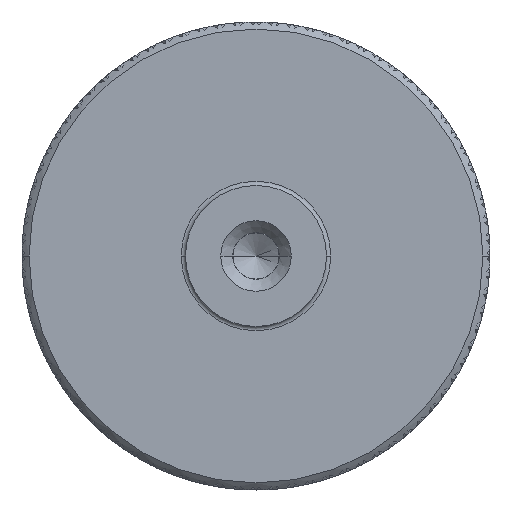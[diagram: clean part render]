
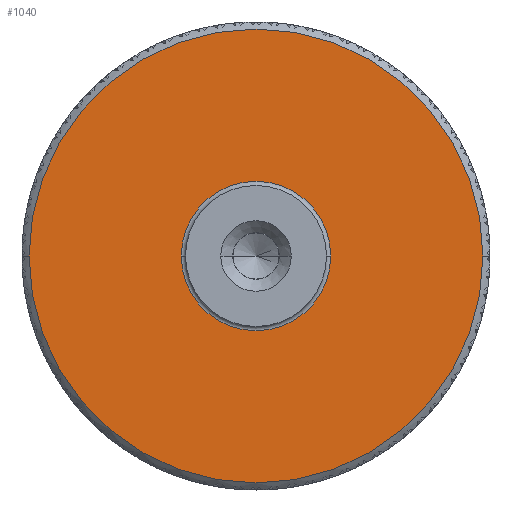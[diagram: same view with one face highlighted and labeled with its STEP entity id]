
A CAD part, front view. The second image highlights one B-rep face of the part: STEP entity #1040.
In plain terms, the highlighted planar face has unit normal (0, -1, 0).
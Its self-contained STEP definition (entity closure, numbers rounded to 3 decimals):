
#690=CARTESIAN_POINT('',(10.8,11.,0.));
#700=DIRECTION('',(-0.,1.,0.));
#710=DIRECTION('',(1.,0.,0.));
#720=AXIS2_PLACEMENT_3D('',#690,#700,#710);
#730=PLANE('',#720);
#740=CARTESIAN_POINT('',(0.,11.,0.));
#750=DIRECTION('',(0.,1.,0.));
#760=DIRECTION('',(1.,-0.,0.));
#770=AXIS2_PLACEMENT_3D('',#740,#750,#760);
#780=CIRCLE('',#770,5.3);
#790=CARTESIAN_POINT('',(5.3,11.,0.));
#800=VERTEX_POINT('',#790);
#810=CARTESIAN_POINT('',(-5.3,11.,0.));
#820=VERTEX_POINT('',#810);
#830=EDGE_CURVE('',#800,#820,#780,.T.);
#840=ORIENTED_EDGE('',*,*,#830,.T.);
#850=EDGE_CURVE('',#820,#800,#780,.T.);
#860=ORIENTED_EDGE('',*,*,#850,.T.);
#870=EDGE_LOOP('',(#860,#840));
#880=FACE_BOUND('',#870,.T.);
#890=CARTESIAN_POINT('',(0.,11.,0.));
#900=DIRECTION('',(0.,1.,0.));
#910=DIRECTION('',(1.,0.,0.));
#920=AXIS2_PLACEMENT_3D('',#890,#900,#910);
#930=CIRCLE('',#920,16.1);
#940=CARTESIAN_POINT('',(16.1,11.,0.));
#950=VERTEX_POINT('',#940);
#960=CARTESIAN_POINT('',(-16.1,11.,0.));
#970=VERTEX_POINT('',#960);
#980=EDGE_CURVE('',#950,#970,#930,.T.);
#990=ORIENTED_EDGE('',*,*,#980,.F.);
#1000=EDGE_CURVE('',#970,#950,#930,.T.);
#1010=ORIENTED_EDGE('',*,*,#1000,.F.);
#1020=EDGE_LOOP('',(#1010,#990));
#1030=FACE_OUTER_BOUND('',#1020,.T.);
#1040=ADVANCED_FACE('',(#880,#1030),#730,.F.);
